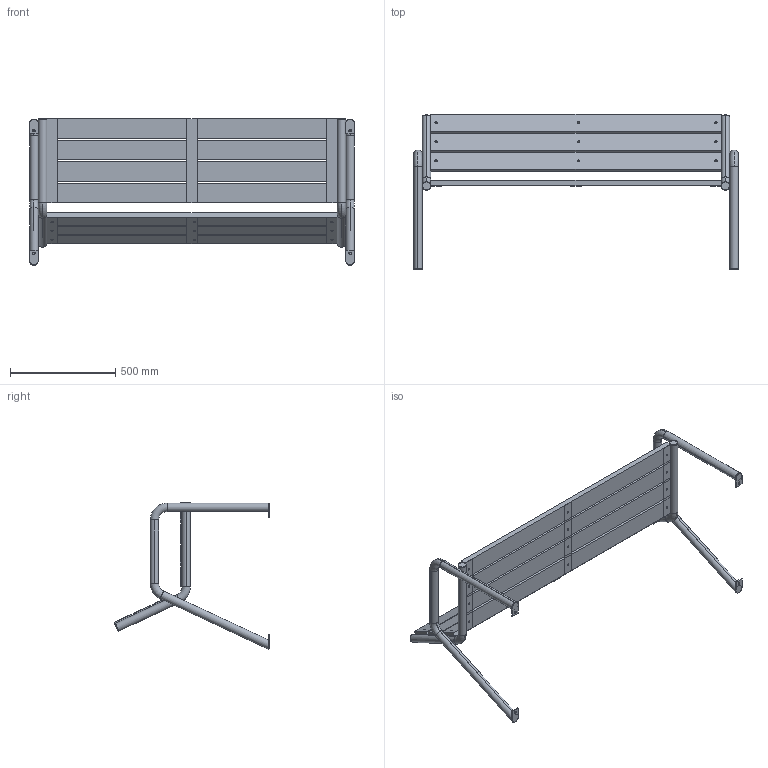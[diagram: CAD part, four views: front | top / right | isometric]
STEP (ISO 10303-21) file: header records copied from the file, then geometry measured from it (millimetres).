
FILE_DESCRIPTION (( 'STEP AP214' ), '1' );
FILE_NAME ('bench.STEP', '2015-12-01T11:31:51', ( 'AAR' ), ( '' ), 'SwSTEP 2.0', 'SolidWorks 2015', '' );
FILE_SCHEMA (( 'AUTOMOTIVE_DESIGN' ));
Length unit declared in the file: millimetre
Products named in the file (1): bench
Bounding box: 1540 x 738.64 x 695.88 mm (x, y, z)
Volume: 23142788.9 mm3; surface area: 3657601.4 mm2
Topology: 37 solids, 37 shells, 284 faces, 630 edges, 420 vertices
Faces by surface type: plane 138, cylinder 122, torus 24
Entity records: 9002 total; most frequent: DIRECTION 1500, CARTESIAN_POINT 1359, ORIENTED_EDGE 1260, EDGE_CURVE 630, AXIS2_PLACEMENT_3D 593, VERTEX_POINT 420, EDGE_LOOP 384, VECTOR 314
